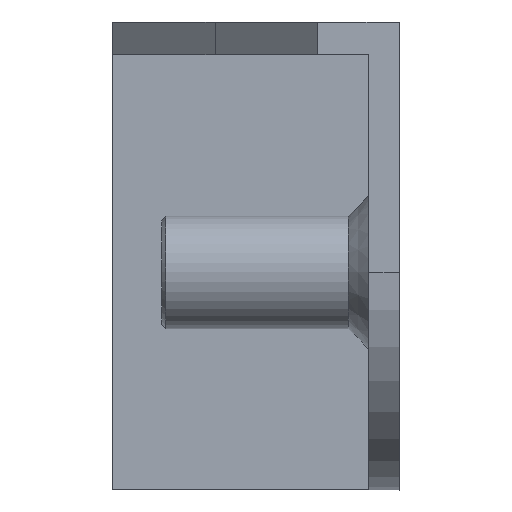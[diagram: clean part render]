
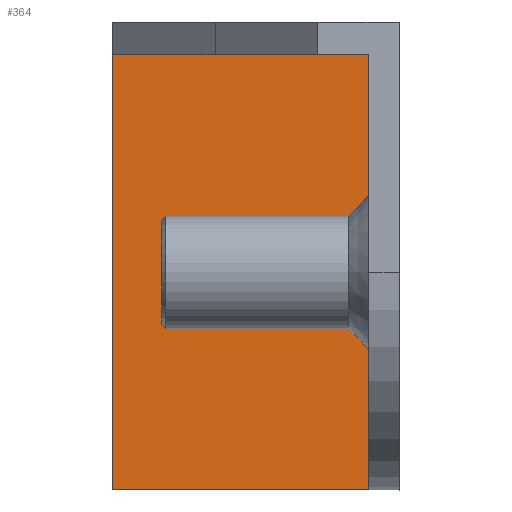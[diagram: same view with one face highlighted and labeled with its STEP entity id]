
A CAD part, front view. The second image highlights one B-rep face of the part: STEP entity #364.
In plain terms, the highlighted planar face has unit normal (0, -1, 0).
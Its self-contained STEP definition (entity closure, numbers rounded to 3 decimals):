
#21=LINE('',#527,#63);
#46=LINE('',#577,#88);
#52=LINE('',#598,#94);
#53=LINE('',#600,#95);
#63=VECTOR('',#425,1000.);
#88=VECTOR('',#464,1000.);
#94=VECTOR('',#488,1000.);
#95=VECTOR('',#489,1000.);
#159=ORIENTED_EDGE('',*,*,#238,.F.);
#160=ORIENTED_EDGE('',*,*,#239,.T.);
#161=ORIENTED_EDGE('',*,*,#228,.T.);
#162=ORIENTED_EDGE('',*,*,#203,.F.);
#203=EDGE_CURVE('',#251,#247,#21,.T.);
#228=EDGE_CURVE('',#270,#247,#46,.T.);
#238=EDGE_CURVE('',#276,#251,#52,.T.);
#239=EDGE_CURVE('',#276,#270,#53,.T.);
#247=VERTEX_POINT('',#519);
#251=VERTEX_POINT('',#526);
#270=VERTEX_POINT('',#578);
#276=VERTEX_POINT('',#599);
#299=EDGE_LOOP('',(#159,#160,#161,#162));
#324=FACE_BOUND('',#299,.T.);
#346=PLANE('',#404);
#364=ADVANCED_FACE('',(#324),#346,.T.);
#404=AXIS2_PLACEMENT_3D('',#597,#486,#487);
#425=DIRECTION('',(0.,0.,-1.));
#464=DIRECTION('',(1.,0.,0.));
#486=DIRECTION('',(0.,-1.,0.));
#487=DIRECTION('',(0.,0.,-1.));
#488=DIRECTION('',(1.,0.,0.));
#489=DIRECTION('',(0.,0.,-1.));
#519=CARTESIAN_POINT('',(0.,21.25,-21.25));
#526=CARTESIAN_POINT('',(0.,21.25,21.25));
#527=CARTESIAN_POINT('',(0.,21.25,21.25));
#577=CARTESIAN_POINT('',(-25.,21.25,-21.25));
#578=CARTESIAN_POINT('',(-25.,21.25,-21.25));
#597=CARTESIAN_POINT('',(-25.,21.25,21.25));
#598=CARTESIAN_POINT('',(-15.,21.25,21.25));
#599=CARTESIAN_POINT('',(-25.,21.25,21.25));
#600=CARTESIAN_POINT('',(-25.,21.25,21.25));
